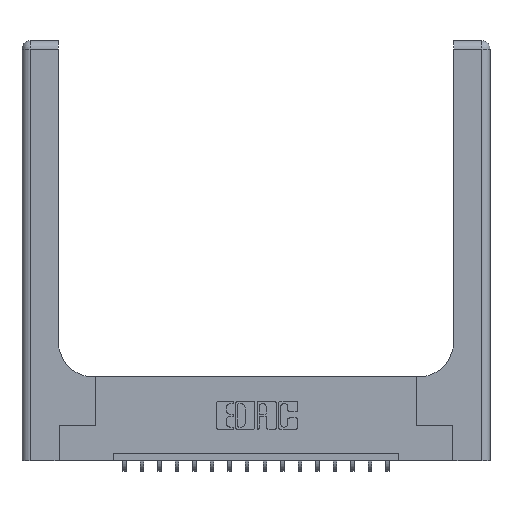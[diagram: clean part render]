
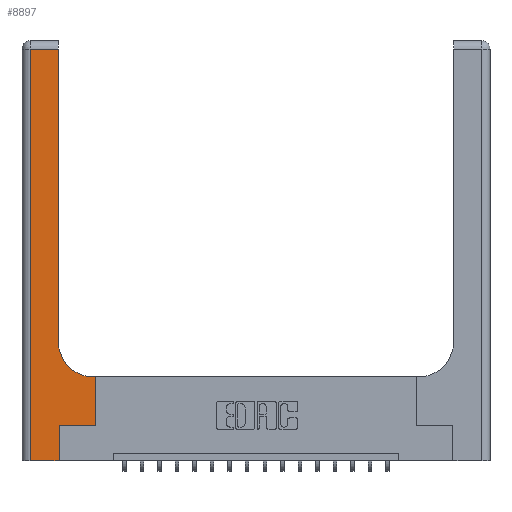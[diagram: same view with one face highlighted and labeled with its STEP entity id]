
A CAD part, top view. The second image highlights one B-rep face of the part: STEP entity #8897.
In plain terms, the highlighted planar face has unit normal (0, 0, 1).
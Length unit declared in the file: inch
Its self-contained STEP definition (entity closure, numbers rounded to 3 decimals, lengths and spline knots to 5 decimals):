
#193 = FACE_OUTER_BOUND ( 'NONE', #8636, .T. ) ;
#326 = VERTEX_POINT ( 'NONE', #15471 ) ;
#457 = CARTESIAN_POINT ( 'NONE',  ( 0.06, 0., 0.37 ) ) ;
#496 = LINE ( 'NONE', #18390, #15434 ) ;
#960 = EDGE_CURVE ( 'NONE', #16719, #5035, #17678, .T. ) ;
#2284 = ORIENTED_EDGE ( 'NONE', *, *, #4064, .T. ) ;
#2367 = VERTEX_POINT ( 'NONE', #457 ) ;
#2697 = DIRECTION ( 'NONE',  ( 0., 0., -1. ) ) ;
#3180 = CARTESIAN_POINT ( 'NONE',  ( 0.26, 2.94, 0.37 ) ) ;
#3235 = CARTESIAN_POINT ( 'NONE',  ( 0.265, 0., 0.37 ) ) ;
#3970 = AXIS2_PLACEMENT_3D ( 'NONE', #4076, #2697, #12843 ) ;
#4064 = EDGE_CURVE ( 'NONE', #2367, #10864, #13013, .T. ) ;
#4076 = CARTESIAN_POINT ( 'NONE',  ( 0., 3., 0.37 ) ) ;
#4408 = EDGE_CURVE ( 'NONE', #12741, #326, #6895, .T. ) ;
#4456 = DIRECTION ( 'NONE',  ( -1., 0., 0. ) ) ;
#4705 = DIRECTION ( 'NONE',  ( 1., 0., 0. ) ) ;
#5035 = VERTEX_POINT ( 'NONE', #16337 ) ;
#5182 = DIRECTION ( 'NONE',  ( -1., 0., 0. ) ) ;
#5245 = VERTEX_POINT ( 'NONE', #8560 ) ;
#5562 = CARTESIAN_POINT ( 'NONE',  ( 0., 2.94, 0.37 ) ) ;
#5704 = DIRECTION ( 'NONE',  ( 0., -1., 0. ) ) ;
#5778 = AXIS2_PLACEMENT_3D ( 'NONE', #8352, #18478, #9814 ) ;
#5911 = DIRECTION ( 'NONE',  ( 0., 1., 0. ) ) ;
#6033 = ORIENTED_EDGE ( 'NONE', *, *, #18723, .T. ) ;
#6173 = CARTESIAN_POINT ( 'NONE',  ( 0.265, 0.25, 0.37 ) ) ;
#6768 = ORIENTED_EDGE ( 'NONE', *, *, #16439, .T. ) ;
#6895 = LINE ( 'NONE', #16059, #7346 ) ;
#6970 = CARTESIAN_POINT ( 'NONE',  ( 0.51, 0.6, 0.37 ) ) ;
#7346 = VECTOR ( 'NONE', #5911, 39.37008 ) ;
#8352 = CARTESIAN_POINT ( 'NONE',  ( 0.51, 0.85, 0.37 ) ) ;
#8560 = CARTESIAN_POINT ( 'NONE',  ( 0.265, 0.25, 0.37 ) ) ;
#8636 = EDGE_LOOP ( 'NONE', ( #6768, #16648, #6033, #2284, #11514, #18129, #10056, #15871, #12942 ) ) ;
#8897 = ADVANCED_FACE ( 'NONE', ( #193 ), #17134, .F. ) ;
#9219 = LINE ( 'NONE', #13177, #16912 ) ;
#9554 = EDGE_CURVE ( 'NONE', #326, #11949, #9219, .T. ) ;
#9720 = VECTOR ( 'NONE', #12761, 39.37008 ) ;
#9738 = DIRECTION ( 'NONE',  ( 0., 1., 0. ) ) ;
#9814 = DIRECTION ( 'NONE',  ( 1., 0., 0. ) ) ;
#10056 = ORIENTED_EDGE ( 'NONE', *, *, #4408, .T. ) ;
#10153 = VECTOR ( 'NONE', #5704, 39.37008 ) ;
#10864 = VERTEX_POINT ( 'NONE', #3235 ) ;
#11318 = CARTESIAN_POINT ( 'NONE',  ( 0.265, 0., 0.37 ) ) ;
#11514 = ORIENTED_EDGE ( 'NONE', *, *, #15138, .T. ) ;
#11517 = CARTESIAN_POINT ( 'NONE',  ( 0.06, 3., 0.37 ) ) ;
#11825 = LINE ( 'NONE', #6173, #15219 ) ;
#11949 = VERTEX_POINT ( 'NONE', #6970 ) ;
#11966 = CIRCLE ( 'NONE', #5778, 0.25 ) ;
#12741 = VERTEX_POINT ( 'NONE', #13161 ) ;
#12761 = DIRECTION ( 'NONE',  ( 0., 1., 0. ) ) ;
#12843 = DIRECTION ( 'NONE',  ( -1., 0., 0. ) ) ;
#12942 = ORIENTED_EDGE ( 'NONE', *, *, #15850, .T. ) ;
#13013 = LINE ( 'NONE', #14950, #16846 ) ;
#13161 = CARTESIAN_POINT ( 'NONE',  ( 0.528, 0.25, 0.37 ) ) ;
#13177 = CARTESIAN_POINT ( 'NONE',  ( 0.26, 0.6, 0.37 ) ) ;
#14298 = VECTOR ( 'NONE', #5182, 39.37008 ) ;
#14950 = CARTESIAN_POINT ( 'NONE',  ( 0., 0., 0.37 ) ) ;
#15138 = EDGE_CURVE ( 'NONE', #10864, #5245, #17868, .T. ) ;
#15219 = VECTOR ( 'NONE', #4705, 39.37008 ) ;
#15434 = VECTOR ( 'NONE', #9738, 39.37008 ) ;
#15471 = CARTESIAN_POINT ( 'NONE',  ( 0.528, 0.6, 0.37 ) ) ;
#15850 = EDGE_CURVE ( 'NONE', #11949, #18076, #11966, .T. ) ;
#15871 = ORIENTED_EDGE ( 'NONE', *, *, #9554, .T. ) ;
#16059 = CARTESIAN_POINT ( 'NONE',  ( 0.528, 0.25, 0.37 ) ) ;
#16221 = EDGE_CURVE ( 'NONE', #5245, #12741, #11825, .T. ) ;
#16337 = CARTESIAN_POINT ( 'NONE',  ( 0.06, 2.94, 0.37 ) ) ;
#16379 = DIRECTION ( 'NONE',  ( 1., 0., 0. ) ) ;
#16439 = EDGE_CURVE ( 'NONE', #18076, #16719, #496, .T. ) ;
#16648 = ORIENTED_EDGE ( 'NONE', *, *, #960, .T. ) ;
#16719 = VERTEX_POINT ( 'NONE', #3180 ) ;
#16846 = VECTOR ( 'NONE', #16379, 39.37008 ) ;
#16912 = VECTOR ( 'NONE', #4456, 39.37008 ) ;
#17134 = PLANE ( 'NONE',  #3970 ) ;
#17678 = LINE ( 'NONE', #5562, #14298 ) ;
#17861 = LINE ( 'NONE', #11517, #10153 ) ;
#17868 = LINE ( 'NONE', #11318, #9720 ) ;
#18076 = VERTEX_POINT ( 'NONE', #18538 ) ;
#18129 = ORIENTED_EDGE ( 'NONE', *, *, #16221, .T. ) ;
#18390 = CARTESIAN_POINT ( 'NONE',  ( 0.26, 3., 0.37 ) ) ;
#18478 = DIRECTION ( 'NONE',  ( 0., 0., -1. ) ) ;
#18538 = CARTESIAN_POINT ( 'NONE',  ( 0.26, 0.85, 0.37 ) ) ;
#18723 = EDGE_CURVE ( 'NONE', #5035, #2367, #17861, .T. ) ;
